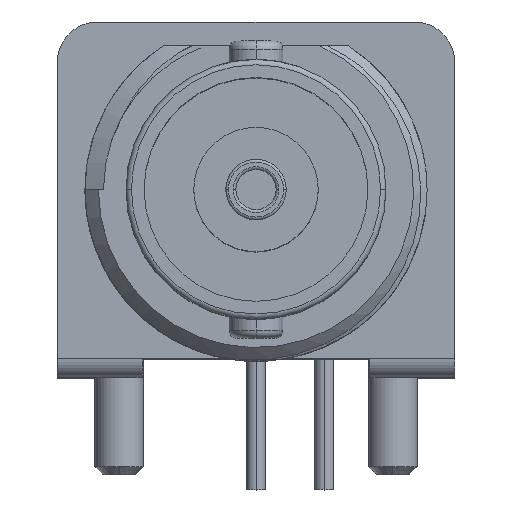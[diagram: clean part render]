
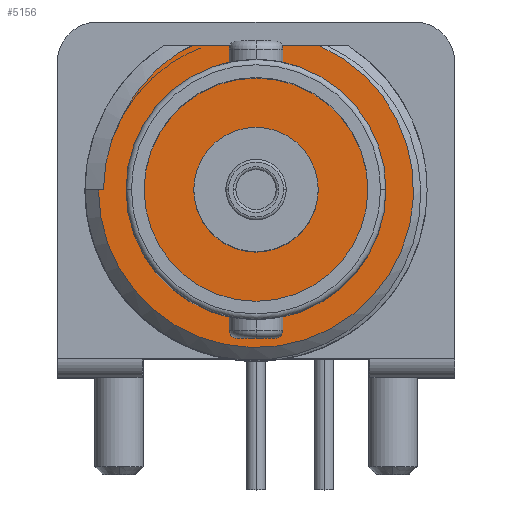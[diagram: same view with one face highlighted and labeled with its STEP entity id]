
A CAD part, top view. The second image highlights one B-rep face of the part: STEP entity #5156.
In plain terms, the highlighted planar face has unit normal (0, 0, 1).
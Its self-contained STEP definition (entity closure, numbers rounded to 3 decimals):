
#323 = CARTESIAN_POINT ( 'NONE',  ( -5.582, 5.35, 23.18 ) ) ;
#1029 = CARTESIAN_POINT ( 'NONE',  ( -4.438, 3.657, 23.18 ) ) ;
#1373 = VERTEX_POINT ( 'NONE', #5200 ) ;
#1487 = CARTESIAN_POINT ( 'NONE',  ( 0., 0., 23.18 ) ) ;
#1706 = B_SPLINE_CURVE_WITH_KNOTS ( 'NONE', 3,
 ( #12163, #6112, #12044, #6147, #11093, #7394, #10131, #9100 ),
 .UNSPECIFIED., .F., .F.,
 ( 4, 2, 2, 4 ),
 ( 0., 0.001, 0.002, 0.003 ),
 .UNSPECIFIED. ) ;
#1964 = VECTOR ( 'NONE', #7595, 1000. ) ;
#2196 = DIRECTION ( 'NONE',  ( 1., 0., 0. ) ) ;
#2548 = VECTOR ( 'NONE', #2196, 1000. ) ;
#2553 = CARTESIAN_POINT ( 'NONE',  ( 2.366, 5.35, 23.18 ) ) ;
#2797 = AXIS2_PLACEMENT_3D ( 'NONE', #5532, #12587, #12638 ) ;
#2889 = CARTESIAN_POINT ( 'NONE',  ( -3.735, 4.429, 23.18 ) ) ;
#3326 = FACE_OUTER_BOUND ( 'NONE', #6206, .T. ) ;
#3986 = ORIENTED_EDGE ( 'NONE', *, *, #5080, .T. ) ;
#4039 = CARTESIAN_POINT ( 'NONE',  ( -3.135, 4.927, 23.18 ) ) ;
#4514 = EDGE_CURVE ( 'NONE', #6568, #1373, #4619, .T. ) ;
#4549 = DIRECTION ( 'NONE',  ( 1., 0., 0. ) ) ;
#4619 = CIRCLE ( 'NONE', #8647, 5.85 ) ;
#4743 = EDGE_CURVE ( 'NONE', #6914, #5904, #6658, .T. ) ;
#4920 = CARTESIAN_POINT ( 'NONE',  ( -4.949, 2.752, 23.18 ) ) ;
#5080 = EDGE_CURVE ( 'NONE', #1373, #6364, #8373, .T. ) ;
#5156 = ADVANCED_FACE ( 'NONE', ( #3326 ), #6004, .T. ) ;
#5200 = CARTESIAN_POINT ( 'NONE',  ( -2.918, 5.07, 23.18 ) ) ;
#5532 = CARTESIAN_POINT ( 'NONE',  ( 0., 0., 23.18 ) ) ;
#5664 = EDGE_CURVE ( 'NONE', #6568, #5904, #12964, .T. ) ;
#5904 = VERTEX_POINT ( 'NONE', #2553 ) ;
#5922 = DIRECTION ( 'NONE',  ( 1., 0., 0. ) ) ;
#6004 = PLANE ( 'NONE',  #9388 ) ;
#6100 = CARTESIAN_POINT ( 'NONE',  ( -3.922, 4.243, 23.18 ) ) ;
#6112 = CARTESIAN_POINT ( 'NONE',  ( -5.183, 2.33, 23.18 ) ) ;
#6113 = ORIENTED_EDGE ( 'NONE', *, *, #4743, .T. ) ;
#6147 = CARTESIAN_POINT ( 'NONE',  ( -5.541, 1.189, 23.18 ) ) ;
#6206 = EDGE_LOOP ( 'NONE', ( #10170, #11294, #3986, #12343, #10802, #6113 ) ) ;
#6364 = VERTEX_POINT ( 'NONE', #6923 ) ;
#6568 = VERTEX_POINT ( 'NONE', #8152 ) ;
#6613 = EDGE_CURVE ( 'NONE', #6364, #9050, #1706, .T. ) ;
#6658 = CIRCLE ( 'NONE', #2797, 5.85 ) ;
#6914 = VERTEX_POINT ( 'NONE', #11416 ) ;
#6923 = CARTESIAN_POINT ( 'NONE',  ( -4.949, 2.752, 23.18 ) ) ;
#7089 = CARTESIAN_POINT ( 'NONE',  ( -3.342, 4.77, 23.18 ) ) ;
#7394 = CARTESIAN_POINT ( 'NONE',  ( -5.647, 0.482, 23.18 ) ) ;
#7595 = DIRECTION ( 'NONE',  ( 1., 0., 0. ) ) ;
#7978 = CARTESIAN_POINT ( 'NONE',  ( -2.918, 5.07, 23.18 ) ) ;
#8152 = CARTESIAN_POINT ( 'NONE',  ( -2.366, 5.35, 23.18 ) ) ;
#8373 = B_SPLINE_CURVE_WITH_KNOTS ( 'NONE', 3,
 ( #7978, #4039, #7089, #2889, #6100, #1029, #10052, #4920 ),
 .UNSPECIFIED., .F., .F.,
 ( 4, 2, 2, 4 ),
 ( 0.002, 0.003, 0.004, 0.005 ),
 .UNSPECIFIED. ) ;
#8565 = DIRECTION ( 'NONE',  ( 0., 0., 1. ) ) ;
#8647 = AXIS2_PLACEMENT_3D ( 'NONE', #1487, #8565, #4549 ) ;
#9050 = VERTEX_POINT ( 'NONE', #9947 ) ;
#9100 = CARTESIAN_POINT ( 'NONE',  ( -5.663, 0., 23.18 ) ) ;
#9388 = AXIS2_PLACEMENT_3D ( 'NONE', #10093, #11959, #5922 ) ;
#9947 = CARTESIAN_POINT ( 'NONE',  ( -5.663, 0., 23.18 ) ) ;
#10052 = CARTESIAN_POINT ( 'NONE',  ( -4.723, 3.226, 23.18 ) ) ;
#10093 = CARTESIAN_POINT ( 'NONE',  ( -2.366, 5.35, 23.18 ) ) ;
#10131 = CARTESIAN_POINT ( 'NONE',  ( -5.663, 0.241, 23.18 ) ) ;
#10170 = ORIENTED_EDGE ( 'NONE', *, *, #5664, .F. ) ;
#10802 = ORIENTED_EDGE ( 'NONE', *, *, #11751, .F. ) ;
#11093 = CARTESIAN_POINT ( 'NONE',  ( -5.586, 0.956, 23.18 ) ) ;
#11294 = ORIENTED_EDGE ( 'NONE', *, *, #4514, .T. ) ;
#11396 = LINE ( 'NONE', #12554, #1964 ) ;
#11416 = CARTESIAN_POINT ( 'NONE',  ( -5.85, 0., 23.18 ) ) ;
#11751 = EDGE_CURVE ( 'NONE', #6914, #9050, #11396, .T. ) ;
#11959 = DIRECTION ( 'NONE',  ( 0., 0., 1. ) ) ;
#12044 = CARTESIAN_POINT ( 'NONE',  ( -5.363, 1.88, 23.18 ) ) ;
#12163 = CARTESIAN_POINT ( 'NONE',  ( -4.949, 2.752, 23.18 ) ) ;
#12343 = ORIENTED_EDGE ( 'NONE', *, *, #6613, .T. ) ;
#12554 = CARTESIAN_POINT ( 'NONE',  ( 0., 0., 23.18 ) ) ;
#12587 = DIRECTION ( 'NONE',  ( 0., 0., 1. ) ) ;
#12638 = DIRECTION ( 'NONE',  ( 1., 0., 0. ) ) ;
#12964 = LINE ( 'NONE', #323, #2548 ) ;
